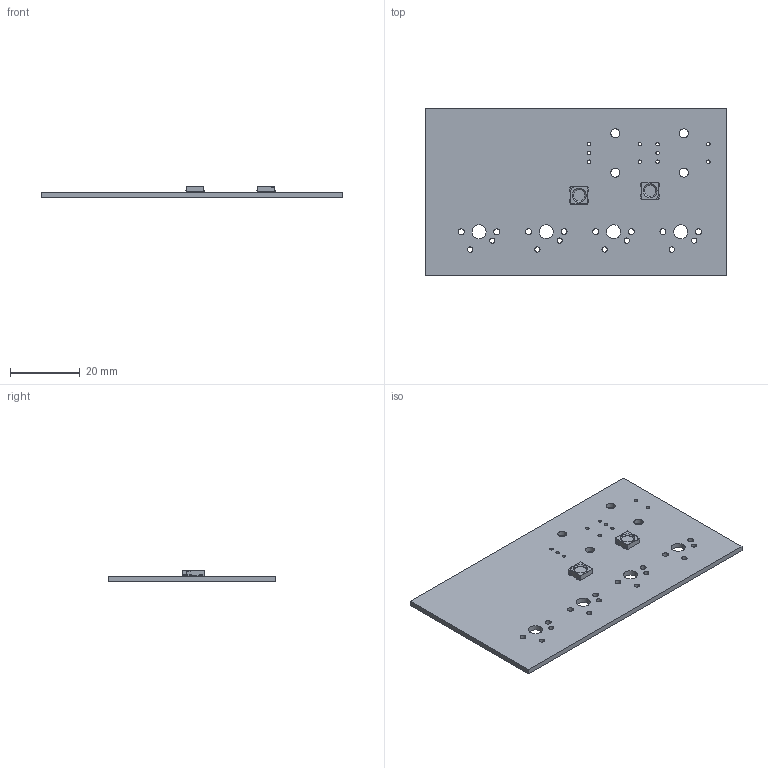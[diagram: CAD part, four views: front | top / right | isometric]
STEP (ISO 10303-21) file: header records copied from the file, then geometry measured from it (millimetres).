
FILE_DESCRIPTION(('KiCad electronic assembly'),'2;1');
FILE_NAME('macro pro.step','2025-11-30T16:52:13',('Pcbnew'),('Kicad'), 'Open CASCADE STEP processor 7.9','KiCad to STEP converter','Unknown' );
FILE_SCHEMA(('AUTOMOTIVE_DESIGN { 1 0 10303 214 1 1 1 1 }'));
Length unit declared in the file: millimetre
Products named in the file (3): macro pro 1; LED_SK6812_PLCC4_5.0x5.0mm_P3.2mm; macro pro_PCB
Assembly tree (3 placements, depth 2):
  macro pro 1
    LED_SK6812_PLCC4_5.0x5.0mm_P3.2mm  x2
    macro pro_PCB
Bounding box: 86.24 x 47.96 x 3.29 mm (x, y, z)
Volume: 6149.6 mm3; surface area: 8929.9 mm2
Topology: 3 solids, 3 shells, 176 faces, 516 edges, 340 vertices
Faces by surface type: plane 96, cylinder 78, cone 2
Full cylindrical faces by diameter (mm): 1 x10, 1.5 x8, 1.7 x8, 2.6 x4, 3.333 x2, 4 x4
Entity records: 4292 total; most frequent: DIRECTION 647, CARTESIAN_POINT 635, ORIENTED_EDGE 630, EDGE_CURVE 315, AXIS2_PLACEMENT_3D 220, VERTEX_POINT 208, LINE 207, VECTOR 207
